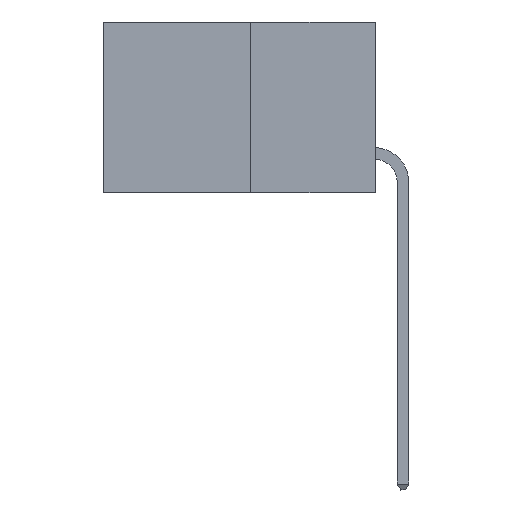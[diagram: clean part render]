
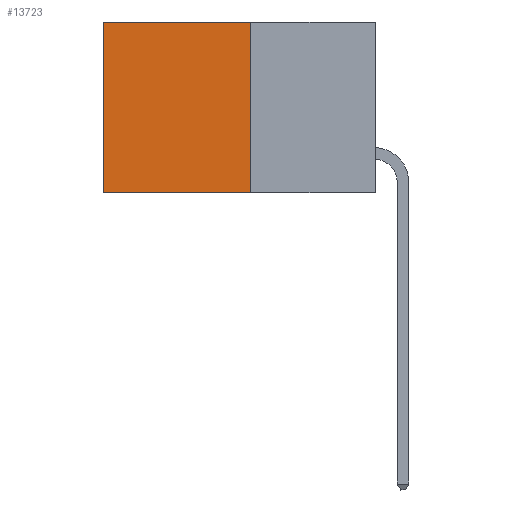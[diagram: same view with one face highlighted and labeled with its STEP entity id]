
A CAD part, left-side view. The second image highlights one B-rep face of the part: STEP entity #13723.
In plain terms, the highlighted planar face has unit normal (-1, 0, 0).
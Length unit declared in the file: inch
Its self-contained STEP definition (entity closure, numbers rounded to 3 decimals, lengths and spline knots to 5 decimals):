
#81 = LINE ( 'NONE', #12191, #13339 ) ;
#795 = CARTESIAN_POINT ( 'NONE',  ( 0.277, 0.27, 0. ) ) ;
#1288 = LINE ( 'NONE', #9627, #9683 ) ;
#1353 = CARTESIAN_POINT ( 'NONE',  ( 0.277, 0.27, -0.37 ) ) ;
#2857 = ORIENTED_EDGE ( 'NONE', *, *, #7161, .F. ) ;
#3304 = AXIS2_PLACEMENT_3D ( 'NONE', #16665, #6849, #18305 ) ;
#3529 = EDGE_CURVE ( 'NONE', #6716, #7684, #81, .T. ) ;
#3783 = VERTEX_POINT ( 'NONE', #20822 ) ;
#5164 = VECTOR ( 'NONE', #12961, 39.37008 ) ;
#5804 = LINE ( 'NONE', #16042, #16859 ) ;
#5806 = EDGE_CURVE ( 'NONE', #7684, #3783, #1288, .T. ) ;
#6181 = DIRECTION ( 'NONE',  ( 0., 0., -1. ) ) ;
#6716 = VERTEX_POINT ( 'NONE', #795 ) ;
#6849 = DIRECTION ( 'NONE',  ( 1., 0., 0. ) ) ;
#7161 = EDGE_CURVE ( 'NONE', #6716, #17125, #5804, .T. ) ;
#7684 = VERTEX_POINT ( 'NONE', #18860 ) ;
#8939 = EDGE_LOOP ( 'NONE', ( #14913, #21043, #2857, #19080 ) ) ;
#9608 = DIRECTION ( 'NONE',  ( 0., 0., -1. ) ) ;
#9627 = CARTESIAN_POINT ( 'NONE',  ( 0.277, 0.59, -0.37 ) ) ;
#9683 = VECTOR ( 'NONE', #9608, 39.37008 ) ;
#12191 = CARTESIAN_POINT ( 'NONE',  ( 0.277, 0.27, 0. ) ) ;
#12241 = DIRECTION ( 'NONE',  ( 0., 1., 0. ) ) ;
#12961 = DIRECTION ( 'NONE',  ( 0., 1., 0. ) ) ;
#13339 = VECTOR ( 'NONE', #12241, 39.37008 ) ;
#13395 = PLANE ( 'NONE',  #3304 ) ;
#13440 = LINE ( 'NONE', #1353, #5164 ) ;
#13723 = ADVANCED_FACE ( 'NONE', ( #13826 ), #13395, .F. ) ;
#13826 = FACE_OUTER_BOUND ( 'NONE', #8939, .T. ) ;
#14913 = ORIENTED_EDGE ( 'NONE', *, *, #5806, .T. ) ;
#16042 = CARTESIAN_POINT ( 'NONE',  ( 0.277, 0.27, -0.37 ) ) ;
#16496 = EDGE_CURVE ( 'NONE', #17125, #3783, #13440, .T. ) ;
#16665 = CARTESIAN_POINT ( 'NONE',  ( 0.277, 0.27, -0.37 ) ) ;
#16859 = VECTOR ( 'NONE', #6181, 39.37008 ) ;
#17125 = VERTEX_POINT ( 'NONE', #19327 ) ;
#18305 = DIRECTION ( 'NONE',  ( 0., 0., -1. ) ) ;
#18860 = CARTESIAN_POINT ( 'NONE',  ( 0.277, 0.59, 0. ) ) ;
#19080 = ORIENTED_EDGE ( 'NONE', *, *, #3529, .T. ) ;
#19327 = CARTESIAN_POINT ( 'NONE',  ( 0.277, 0.27, -0.37 ) ) ;
#20822 = CARTESIAN_POINT ( 'NONE',  ( 0.277, 0.59, -0.37 ) ) ;
#21043 = ORIENTED_EDGE ( 'NONE', *, *, #16496, .F. ) ;
